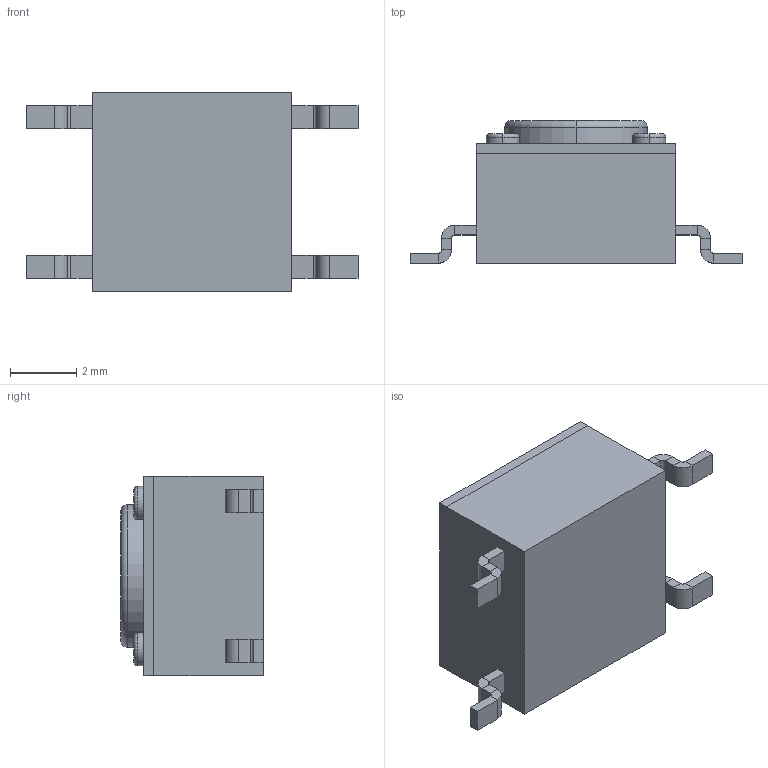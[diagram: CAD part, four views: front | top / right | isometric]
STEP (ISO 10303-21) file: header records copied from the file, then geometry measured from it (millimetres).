
FILE_DESCRIPTION (( 'STEP AP214' ), '1' );
FILE_NAME ('1301.9314.STEP', '2021-10-20T12:20:55', ( '' ), ( '' ), 'SwSTEP 2.0', 'SolidWorks 2018', '' );
FILE_SCHEMA (( 'AUTOMOTIVE_DESIGN' ));
Length unit declared in the file: millimetre
Products named in the file (1): 1301.9314
Bounding box: 10 x 4.3 x 6 mm (x, y, z)
Volume: 142.8 mm3; surface area: 245 mm2
Topology: 6 solids, 6 shells, 135 faces, 280 edges, 162 vertices
Faces by surface type: plane 89, cylinder 36, torus 10
Entity records: 4561 total; most frequent: DIRECTION 644, CARTESIAN_POINT 578, ORIENTED_EDGE 560, EDGE_CURVE 280, AXIS2_PLACEMENT_3D 228, LINE 188, VECTOR 188, VERTEX_POINT 162
